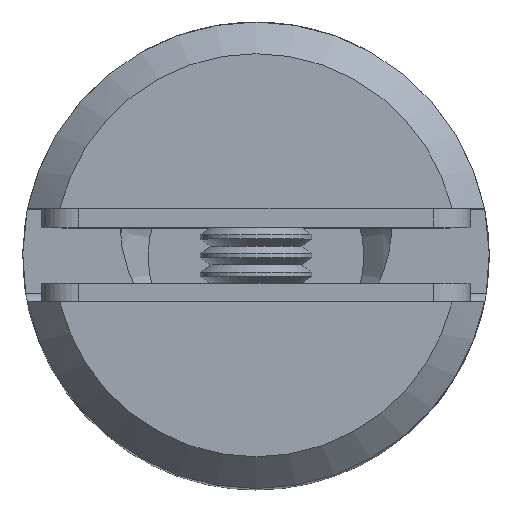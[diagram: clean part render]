
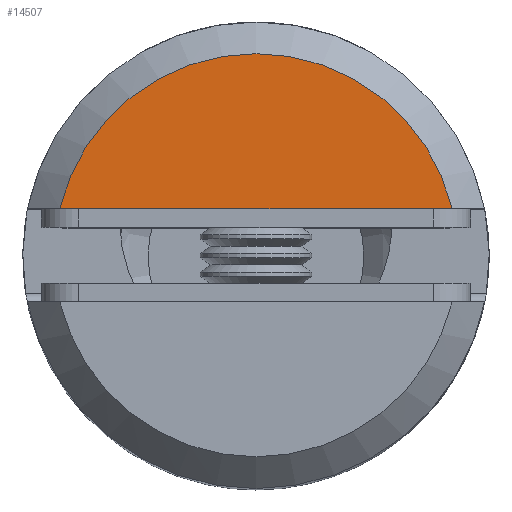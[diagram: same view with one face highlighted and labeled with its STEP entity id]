
A CAD part, top view. The second image highlights one B-rep face of the part: STEP entity #14507.
In plain terms, the highlighted planar face has unit normal (0, 0, 1).
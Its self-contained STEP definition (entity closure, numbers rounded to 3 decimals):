
#816 = CIRCLE ( 'NONE', #13056, 10.8 ) ;
#1061 = VECTOR ( 'NONE', #5131, 1000. ) ;
#2722 = DIRECTION ( 'NONE',  ( 1., 0., 0. ) ) ;
#4630 = DIRECTION ( 'NONE',  ( 0., 0., 1. ) ) ;
#5131 = DIRECTION ( 'NONE',  ( 1., 0., 0. ) ) ;
#5227 = LINE ( 'NONE', #12270, #1061 ) ;
#7672 = DIRECTION ( 'NONE',  ( 1., 0., 0. ) ) ;
#8979 = EDGE_CURVE ( 'NONE', #22436, #18595, #5227, .T. ) ;
#10649 = EDGE_LOOP ( 'NONE', ( #13672, #21764 ) ) ;
#12270 = CARTESIAN_POINT ( 'NONE',  ( -12.247, 2.5, 24.5 ) ) ;
#13056 = AXIS2_PLACEMENT_3D ( 'NONE', #20089, #4630, #7672 ) ;
#13288 = DIRECTION ( 'NONE',  ( 0., 0., 1. ) ) ;
#13480 = EDGE_CURVE ( 'NONE', #18595, #22436, #816, .T. ) ;
#13672 = ORIENTED_EDGE ( 'NONE', *, *, #8979, .T. ) ;
#14507 = ADVANCED_FACE ( 'NONE', ( #14558 ), #18623, .T. ) ;
#14558 = FACE_OUTER_BOUND ( 'NONE', #10649, .T. ) ;
#15667 = CARTESIAN_POINT ( 'NONE',  ( 10.507, 2.5, 24.5 ) ) ;
#18595 = VERTEX_POINT ( 'NONE', #15667 ) ;
#18623 = PLANE ( 'NONE',  #18830 ) ;
#18830 = AXIS2_PLACEMENT_3D ( 'NONE', #20334, #13288, #2722 ) ;
#20089 = CARTESIAN_POINT ( 'NONE',  ( 0., 0., 24.5 ) ) ;
#20334 = CARTESIAN_POINT ( 'NONE',  ( 0., 0., 24.5 ) ) ;
#21764 = ORIENTED_EDGE ( 'NONE', *, *, #13480, .T. ) ;
#21973 = CARTESIAN_POINT ( 'NONE',  ( -10.507, 2.5, 24.5 ) ) ;
#22436 = VERTEX_POINT ( 'NONE', #21973 ) ;
